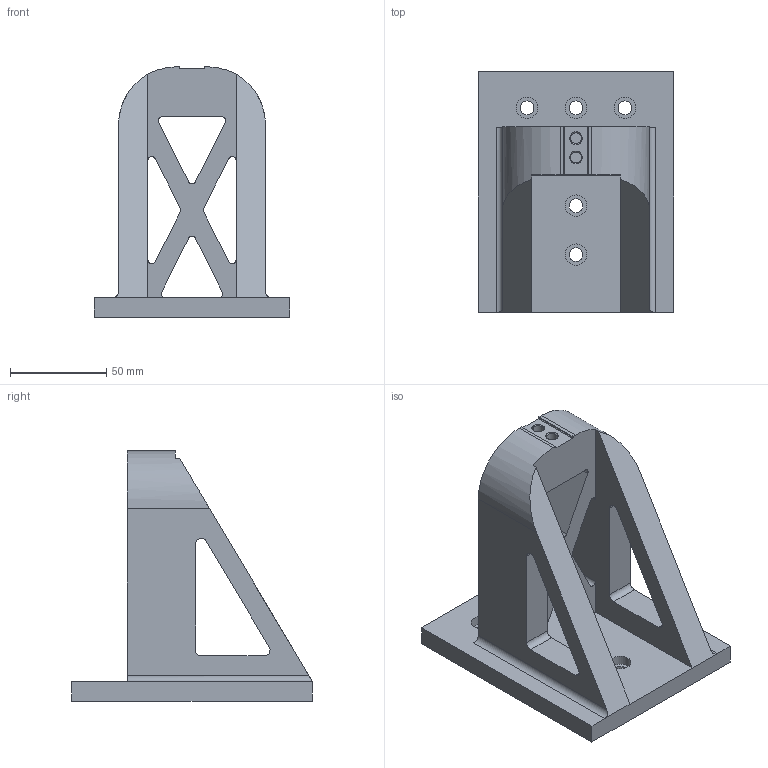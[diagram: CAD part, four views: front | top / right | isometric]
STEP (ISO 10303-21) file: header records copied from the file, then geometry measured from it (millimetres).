
FILE_DESCRIPTION(/* description */ ('STEP AP242 Edition 2','CAx-IF Rec.Pracs.---Representation and Presentation of Product Manufacturing Information (PMI)---4.0---2014-10-13','CAx-IF Rec.Pracs.---3D Tessellated Geometry---0.4---2014-09-14','2;1','CAx-IF Rec.Pracs.---User Defined Attributes---1.5---2016-08-15'),/* implementation_level */ '2;1');
FILE_NAME(/* name */ '69891785db361b96513286e6',/* time_stamp */ '2026-02-08T23:08:53Z',/* author */ (''),/* organization */ (''),/* preprocessor_version */ 'ST-DEVELOPER v20',/* originating_system */ 'ONSHAPE BY PTC INC, 1.210',/* authorisation */ ' ');
FILE_SCHEMA (('AP242_MANAGED_MODEL_BASED_3D_ENGINEERING_MIM_LF { 1 0 10303 442 3 1 4 }'));
Length unit declared in the file: metre
Products named in the file (1): Load Cell Mount
Bounding box: 101.6 x 125 x 130 mm (x, y, z)
Volume: 370038 mm3; surface area: 75773.4 mm2
Topology: 1 solids, 1 shells, 79 faces, 216 edges, 142 vertices
Faces by surface type: plane 41, cylinder 36, cone 2
Full cylindrical faces by diameter (mm): 5.6 x2, 7.137 x5, 11.125 x5
Entity records: 2514 total; most frequent: DIRECTION 438, CARTESIAN_POINT 424, ORIENTED_EDGE 404, EDGE_CURVE 202, AXIS2_PLACEMENT_3D 156, VERTEX_POINT 142, LINE 126, VECTOR 126
